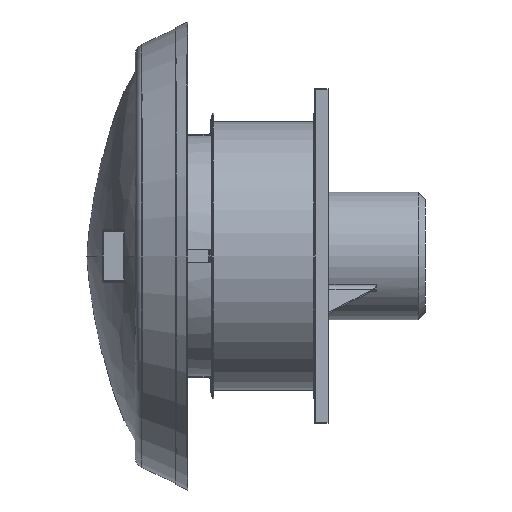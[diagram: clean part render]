
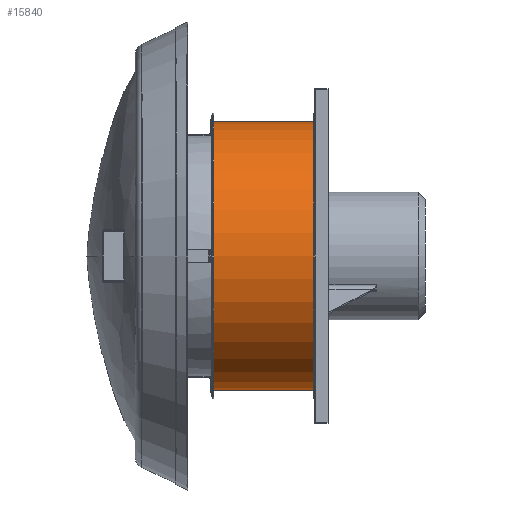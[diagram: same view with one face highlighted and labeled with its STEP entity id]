
A CAD part, left-side view. The second image highlights one B-rep face of the part: STEP entity #15840.
In plain terms, the highlighted cylindrical face has radius 373 mm (diameter 746 mm), a partial arc.
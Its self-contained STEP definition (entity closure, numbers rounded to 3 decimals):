
#99 = EDGE_CURVE ( 'NONE', #20250, #3809, #5069, .T. ) ;
#182 = AXIS2_PLACEMENT_3D ( 'NONE', #15288, #12086, #15148 ) ;
#1030 = CARTESIAN_POINT ( 'NONE',  ( 0., 0., -373. ) ) ;
#1546 = VECTOR ( 'NONE', #7821, 1000. ) ;
#1655 = DIRECTION ( 'NONE',  ( 0., -1., 0. ) ) ;
#3509 = AXIS2_PLACEMENT_3D ( 'NONE', #11391, #1655, #13034 ) ;
#3749 = EDGE_CURVE ( 'NONE', #20250, #18058, #6936, .T. ) ;
#3809 = VERTEX_POINT ( 'NONE', #8092 ) ;
#5069 = LINE ( 'NONE', #13176, #20397 ) ;
#6004 = CARTESIAN_POINT ( 'NONE',  ( 0., 40., -373. ) ) ;
#6734 = ORIENTED_EDGE ( 'NONE', *, *, #9719, .T. ) ;
#6936 = CIRCLE ( 'NONE', #3509, 373. ) ;
#7072 = FACE_OUTER_BOUND ( 'NONE', #17764, .T. ) ;
#7403 = LINE ( 'NONE', #1030, #1546 ) ;
#7729 = DIRECTION ( 'NONE',  ( 0., -1., 0. ) ) ;
#7821 = DIRECTION ( 'NONE',  ( 0., -1., 0. ) ) ;
#8092 = CARTESIAN_POINT ( 'NONE',  ( 0., 40., 373. ) ) ;
#8220 = ORIENTED_EDGE ( 'NONE', *, *, #3749, .T. ) ;
#9213 = CARTESIAN_POINT ( 'NONE',  ( 0., 318., 373. ) ) ;
#9226 = CARTESIAN_POINT ( 'NONE',  ( 0., 318., -373. ) ) ;
#9719 = EDGE_CURVE ( 'NONE', #18058, #20941, #7403, .T. ) ;
#11391 = CARTESIAN_POINT ( 'NONE',  ( 0., 318., 0. ) ) ;
#12086 = DIRECTION ( 'NONE',  ( 0., -1., 0. ) ) ;
#12568 = DIRECTION ( 'NONE',  ( 0., 0., -1. ) ) ;
#13034 = DIRECTION ( 'NONE',  ( 0., 0., -1. ) ) ;
#13176 = CARTESIAN_POINT ( 'NONE',  ( 0., 0., 373. ) ) ;
#13463 = DIRECTION ( 'NONE',  ( 0., -1., 0. ) ) ;
#15148 = DIRECTION ( 'NONE',  ( 0., 0., -1. ) ) ;
#15288 = CARTESIAN_POINT ( 'NONE',  ( 0., 40., 0. ) ) ;
#15768 = CYLINDRICAL_SURFACE ( 'NONE', #17299, 373. ) ;
#15840 = ADVANCED_FACE ( 'NONE', ( #7072 ), #15768, .T. ) ;
#17271 = ORIENTED_EDGE ( 'NONE', *, *, #19617, .F. ) ;
#17299 = AXIS2_PLACEMENT_3D ( 'NONE', #20727, #7729, #12568 ) ;
#17764 = EDGE_LOOP ( 'NONE', ( #19698, #8220, #6734, #17271 ) ) ;
#18058 = VERTEX_POINT ( 'NONE', #9226 ) ;
#19617 = EDGE_CURVE ( 'NONE', #3809, #20941, #19677, .T. ) ;
#19677 = CIRCLE ( 'NONE', #182, 373. ) ;
#19698 = ORIENTED_EDGE ( 'NONE', *, *, #99, .F. ) ;
#20250 = VERTEX_POINT ( 'NONE', #9213 ) ;
#20397 = VECTOR ( 'NONE', #13463, 1000. ) ;
#20727 = CARTESIAN_POINT ( 'NONE',  ( 0., 0., 0. ) ) ;
#20941 = VERTEX_POINT ( 'NONE', #6004 ) ;
